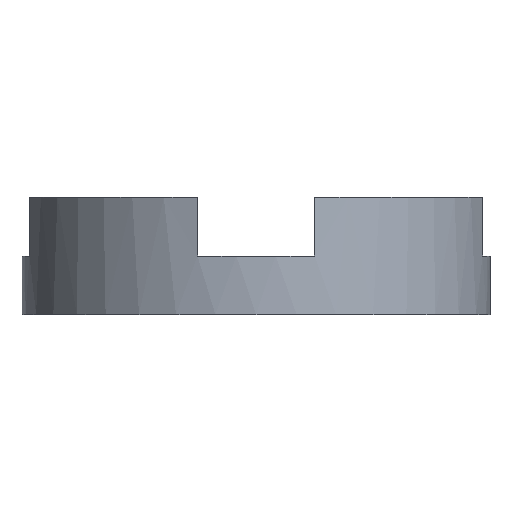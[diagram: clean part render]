
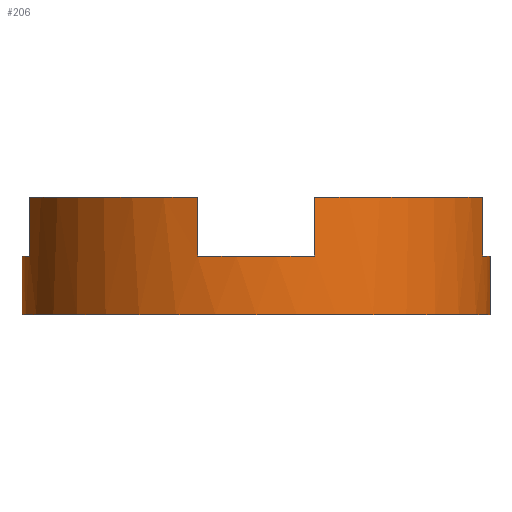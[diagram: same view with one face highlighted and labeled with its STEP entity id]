
A CAD part, front view. The second image highlights one B-rep face of the part: STEP entity #206.
In plain terms, the highlighted cylindrical face has radius 4 mm (diameter 8 mm), a partial arc.
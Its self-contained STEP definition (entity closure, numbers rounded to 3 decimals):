
#23 = ORIENTED_EDGE ( 'NONE', *, *, #709, .T. ) ;
#29 = CARTESIAN_POINT ( 'NONE',  ( 0., 0., 2. ) ) ;
#32 = VERTEX_POINT ( 'NONE', #68 ) ;
#38 = CARTESIAN_POINT ( 'NONE',  ( 0., 0., 1. ) ) ;
#42 = AXIS2_PLACEMENT_3D ( 'NONE', #38, #576, #219 ) ;
#44 = ORIENTED_EDGE ( 'NONE', *, *, #719, .T. ) ;
#54 = CARTESIAN_POINT ( 'NONE',  ( -1., -3.873, 2. ) ) ;
#58 = VERTEX_POINT ( 'NONE', #54 ) ;
#62 = ORIENTED_EDGE ( 'NONE', *, *, #485, .T. ) ;
#64 = CIRCLE ( 'NONE', #423, 4. ) ;
#68 = CARTESIAN_POINT ( 'NONE',  ( 1., -3.873, 2. ) ) ;
#81 = CARTESIAN_POINT ( 'NONE',  ( 1., -3.873, 2. ) ) ;
#87 = CARTESIAN_POINT ( 'NONE',  ( -3.873, -1., 2. ) ) ;
#92 = LINE ( 'NONE', #87, #253 ) ;
#98 = VERTEX_POINT ( 'NONE', #782 ) ;
#99 = DIRECTION ( 'NONE',  ( 1., 0., 0. ) ) ;
#105 = CARTESIAN_POINT ( 'NONE',  ( -4., 0., 2. ) ) ;
#134 = CARTESIAN_POINT ( 'NONE',  ( 3.873, -1., 2. ) ) ;
#135 = DIRECTION ( 'NONE',  ( 1., 0., 0. ) ) ;
#145 = VERTEX_POINT ( 'NONE', #180 ) ;
#150 = EDGE_CURVE ( 'NONE', #220, #145, #532, .T. ) ;
#155 = DIRECTION ( 'NONE',  ( 0., 0., -1. ) ) ;
#166 = VERTEX_POINT ( 'NONE', #691 ) ;
#171 = DIRECTION ( 'NONE',  ( 0., 0., -1. ) ) ;
#174 = CARTESIAN_POINT ( 'NONE',  ( 4., 0., 0. ) ) ;
#180 = CARTESIAN_POINT ( 'NONE',  ( 4., 0., 1. ) ) ;
#194 = CARTESIAN_POINT ( 'NONE',  ( -1., -3.873, 1. ) ) ;
#197 = DIRECTION ( 'NONE',  ( 0., 0., 1. ) ) ;
#201 = DIRECTION ( 'NONE',  ( 0., 0., -1. ) ) ;
#206 = ADVANCED_FACE ( 'NONE', ( #677 ), #688, .T. ) ;
#207 = DIRECTION ( 'NONE',  ( 0., 0., 1. ) ) ;
#218 = VERTEX_POINT ( 'NONE', #194 ) ;
#219 = DIRECTION ( 'NONE',  ( 1., 0., 0. ) ) ;
#220 = VERTEX_POINT ( 'NONE', #578 ) ;
#241 = VECTOR ( 'NONE', #197, 1000. ) ;
#252 = VECTOR ( 'NONE', #171, 1000. ) ;
#253 = VECTOR ( 'NONE', #155, 1000. ) ;
#274 = ORIENTED_EDGE ( 'NONE', *, *, #477, .T. ) ;
#283 = DIRECTION ( 'NONE',  ( 0., 0., 1. ) ) ;
#287 = DIRECTION ( 'NONE',  ( 0., 0., -1. ) ) ;
#291 = EDGE_CURVE ( 'NONE', #218, #324, #64, .T. ) ;
#304 = DIRECTION ( 'NONE',  ( 0., 0., 1. ) ) ;
#307 = CARTESIAN_POINT ( 'NONE',  ( 0., 0., 2. ) ) ;
#312 = DIRECTION ( 'NONE',  ( 1., 0., 0. ) ) ;
#313 = CARTESIAN_POINT ( 'NONE',  ( 0., 0., 1. ) ) ;
#317 = CARTESIAN_POINT ( 'NONE',  ( -4., 0., 1. ) ) ;
#319 = ORIENTED_EDGE ( 'NONE', *, *, #740, .F. ) ;
#321 = DIRECTION ( 'NONE',  ( -1., 0., 0. ) ) ;
#324 = VERTEX_POINT ( 'NONE', #588 ) ;
#325 = CARTESIAN_POINT ( 'NONE',  ( 0., 0., 2. ) ) ;
#331 = ORIENTED_EDGE ( 'NONE', *, *, #781, .F. ) ;
#336 = CIRCLE ( 'NONE', #724, 4. ) ;
#367 = CARTESIAN_POINT ( 'NONE',  ( -4., 0., 0. ) ) ;
#386 = CIRCLE ( 'NONE', #672, 4. ) ;
#393 = DIRECTION ( 'NONE',  ( 1., 0., 0. ) ) ;
#394 = ORIENTED_EDGE ( 'NONE', *, *, #291, .F. ) ;
#400 = ORIENTED_EDGE ( 'NONE', *, *, #567, .F. ) ;
#406 = EDGE_CURVE ( 'NONE', #145, #490, #718, .T. ) ;
#421 = CARTESIAN_POINT ( 'NONE',  ( 3.873, -1., 2. ) ) ;
#423 = AXIS2_PLACEMENT_3D ( 'NONE', #703, #644, #99 ) ;
#425 = AXIS2_PLACEMENT_3D ( 'NONE', #667, #304, #393 ) ;
#450 = DIRECTION ( 'NONE',  ( 0., 0., 1. ) ) ;
#452 = CIRCLE ( 'NONE', #42, 4. ) ;
#458 = ORIENTED_EDGE ( 'NONE', *, *, #150, .F. ) ;
#466 = LINE ( 'NONE', #105, #252 ) ;
#477 = EDGE_CURVE ( 'NONE', #686, #689, #466, .T. ) ;
#485 = EDGE_CURVE ( 'NONE', #218, #58, #540, .T. ) ;
#490 = VERTEX_POINT ( 'NONE', #174 ) ;
#492 = LINE ( 'NONE', #134, #241 ) ;
#509 = LINE ( 'NONE', #81, #534 ) ;
#532 = CIRCLE ( 'NONE', #589, 4. ) ;
#533 = CARTESIAN_POINT ( 'NONE',  ( 4., 0., 2. ) ) ;
#534 = VECTOR ( 'NONE', #201, 1000. ) ;
#540 = LINE ( 'NONE', #605, #694 ) ;
#552 = ORIENTED_EDGE ( 'NONE', *, *, #701, .T. ) ;
#567 = EDGE_CURVE ( 'NONE', #32, #651, #386, .T. ) ;
#568 = DIRECTION ( 'NONE',  ( 0., 0., -1. ) ) ;
#576 = DIRECTION ( 'NONE',  ( 0., 0., 1. ) ) ;
#578 = CARTESIAN_POINT ( 'NONE',  ( 3.873, -1., 1. ) ) ;
#583 = ORIENTED_EDGE ( 'NONE', *, *, #624, .T. ) ;
#588 = CARTESIAN_POINT ( 'NONE',  ( 1., -3.873, 1. ) ) ;
#589 = AXIS2_PLACEMENT_3D ( 'NONE', #313, #207, #135 ) ;
#605 = CARTESIAN_POINT ( 'NONE',  ( -1., -3.873, 2. ) ) ;
#624 = EDGE_CURVE ( 'NONE', #220, #651, #492, .T. ) ;
#644 = DIRECTION ( 'NONE',  ( 0., 0., 1. ) ) ;
#651 = VERTEX_POINT ( 'NONE', #421 ) ;
#667 = CARTESIAN_POINT ( 'NONE',  ( 0., 0., 0. ) ) ;
#672 = AXIS2_PLACEMENT_3D ( 'NONE', #307, #743, #312 ) ;
#677 = FACE_OUTER_BOUND ( 'NONE', #693, .T. ) ;
#686 = VERTEX_POINT ( 'NONE', #317 ) ;
#688 = CYLINDRICAL_SURFACE ( 'NONE', #708, 4. ) ;
#689 = VERTEX_POINT ( 'NONE', #367 ) ;
#691 = CARTESIAN_POINT ( 'NONE',  ( -3.873, -1., 2. ) ) ;
#692 = ORIENTED_EDGE ( 'NONE', *, *, #406, .F. ) ;
#693 = EDGE_LOOP ( 'NONE', ( #692, #458, #583, #400, #44, #394, #62, #319, #23, #331, #274, #552 ) ) ;
#694 = VECTOR ( 'NONE', #283, 1000. ) ;
#696 = DIRECTION ( 'NONE',  ( 1., 0., 0. ) ) ;
#701 = EDGE_CURVE ( 'NONE', #689, #490, #710, .T. ) ;
#703 = CARTESIAN_POINT ( 'NONE',  ( 0., 0., 1. ) ) ;
#708 = AXIS2_PLACEMENT_3D ( 'NONE', #29, #568, #321 ) ;
#709 = EDGE_CURVE ( 'NONE', #166, #98, #92, .T. ) ;
#710 = CIRCLE ( 'NONE', #425, 4. ) ;
#718 = LINE ( 'NONE', #533, #735 ) ;
#719 = EDGE_CURVE ( 'NONE', #32, #324, #509, .T. ) ;
#724 = AXIS2_PLACEMENT_3D ( 'NONE', #325, #450, #696 ) ;
#735 = VECTOR ( 'NONE', #287, 1000. ) ;
#740 = EDGE_CURVE ( 'NONE', #166, #58, #336, .T. ) ;
#743 = DIRECTION ( 'NONE',  ( 0., 0., 1. ) ) ;
#781 = EDGE_CURVE ( 'NONE', #686, #98, #452, .T. ) ;
#782 = CARTESIAN_POINT ( 'NONE',  ( -3.873, -1., 1. ) ) ;
